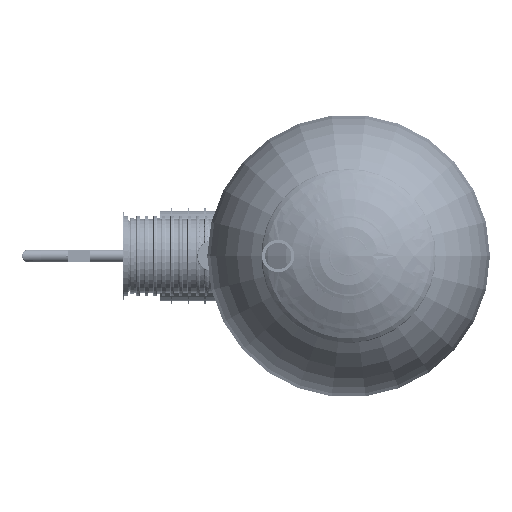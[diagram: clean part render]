
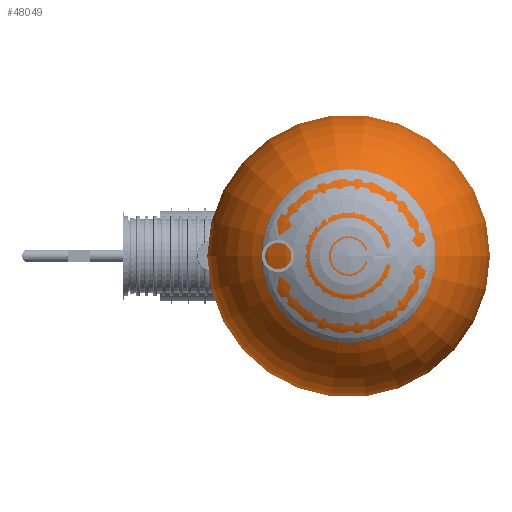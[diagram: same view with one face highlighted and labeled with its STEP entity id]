
A CAD part, left-side view. The second image highlights one B-rep face of the part: STEP entity #48049.
In plain terms, the highlighted toroidal (fillet/blend) face has major radius 2.49 mm and minor radius 1280 mm.
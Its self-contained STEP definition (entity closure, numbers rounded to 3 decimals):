
#2135=VERTEX_LOOP('',#20916);
#2138=DEGENERATE_TOROIDAL_SURFACE('',#51777,2.49,1280.,.T.);
#3913=CIRCLE('',#51778,736.783);
#4926=ORIENTED_EDGE('',*,*,#15576,.T.);
#4927=ORIENTED_EDGE('',*,*,#15577,.T.);
#15576=EDGE_CURVE('',#20917,#20918,#3913,.T.);
#15577=EDGE_CURVE('',#20918,#20917,#25836,.T.);
#20916=VERTEX_POINT('',#58832);
#20917=VERTEX_POINT('',#58834);
#20918=VERTEX_POINT('',#58835);
#25836=B_SPLINE_CURVE_WITH_KNOTS('',3,(#58836,#58837,#58838,#58839,#58840,
#58841,#58842,#58843,#58844,#58845,#58846,#58847,#58848,#58849,#58850,#58851,
#58852,#58853,#58854,#58855,#58856,#58857,#58858,#58859,#58860,#58861,#58862,
#58863,#58864,#58865,#58866,#58867,#58868,#58869,#58870,#58871,#58872,#58873,
#58874,#58875,#58876,#58877,#58878,#58879,#58880,#58881,#58882,#58883,#58884,
#58885,#58886,#58887,#58888,#58889,#58890,#58891),.UNSPECIFIED.,.F.,.F.,
(4,1,1,1,1,1,1,1,1,1,1,1,1,1,1,1,1,1,1,1,1,1,1,1,1,1,1,1,1,1,1,1,1,1,1,
1,1,1,1,1,1,1,1,1,1,1,1,1,1,1,1,1,1,4),(0.,0.021,
0.042,0.052,0.063,0.084,
0.094,0.105,0.125,0.146,
0.157,0.167,0.188,0.199,
0.209,0.22,0.23,0.251,
0.256,0.261,0.272,0.293,
0.303,0.309,0.314,0.335,
0.34,0.345,0.356,0.366,
0.376,0.387,0.397,0.408,
0.418,0.429,0.439,0.45,
0.46,0.471,0.481,0.492,
0.502,0.512,0.523,0.544,
0.554,0.565,0.586,0.607,
0.617,0.627,0.648,0.669),
 .UNSPECIFIED.);
#29863=EDGE_LOOP('',(#4926,#4927));
#38790=FACE_BOUND('',#2135,.T.);
#38791=FACE_BOUND('',#29863,.T.);
#48049=ADVANCED_FACE('',(#38790,#38791),#2138,.F.);
#51777=AXIS2_PLACEMENT_3D('',#58831,#53900,#53901);
#51778=AXIS2_PLACEMENT_3D('',#58833,#53902,#53903);
#53900=DIRECTION('',(0.,0.,-1.));
#53901=DIRECTION('',(-1.,0.,0.));
#53902=DIRECTION('',(0.,0.,-1.));
#53903=DIRECTION('',(-1.,0.,0.));
#58831=CARTESIAN_POINT('',(2.497,0.,-997.188));
#58832=CARTESIAN_POINT('',(2.497,0.,282.809));
#58833=CARTESIAN_POINT('',(2.497,0.,51.246));
#58834=CARTESIAN_POINT('',(735.133,-78.052,51.246));
#58835=CARTESIAN_POINT('',(735.133,78.052,51.246));
#58836=CARTESIAN_POINT('',(735.133,78.052,51.246));
#58837=CARTESIAN_POINT('',(730.995,83.228,53.744));
#58838=CARTESIAN_POINT('',(722.115,92.659,59.086));
#58839=CARTESIAN_POINT('',(709.69,102.385,66.5));
#58840=CARTESIAN_POINT('',(698.926,109.,72.88));
#58841=CARTESIAN_POINT('',(687.869,114.693,79.404));
#58842=CARTESIAN_POINT('',(676.419,119.06,86.113));
#58843=CARTESIAN_POINT('',(664.573,122.148,93.004));
#58844=CARTESIAN_POINT('',(652.486,124.362,100.001));
#58845=CARTESIAN_POINT('',(637.391,125.435,108.677));
#58846=CARTESIAN_POINT('',(622.231,124.332,117.307));
#58847=CARTESIAN_POINT('',(610.067,122.07,124.184));
#58848=CARTESIAN_POINT('',(598.188,118.935,130.868));
#58849=CARTESIAN_POINT('',(586.668,114.495,137.306));
#58850=CARTESIAN_POINT('',(575.557,108.713,143.478));
#58851=CARTESIAN_POINT('',(567.391,103.639,147.995));
#58852=CARTESIAN_POINT('',(559.635,97.946,152.269));
#58853=CARTESIAN_POINT('',(549.889,89.567,157.619));
#58854=CARTESIAN_POINT('',(542.137,81.177,161.852));
#58855=CARTESIAN_POINT('',(536.105,73.166,165.135));
#58856=CARTESIAN_POINT('',(532.249,67.587,167.23));
#58857=CARTESIAN_POINT('',(526.134,57.47,170.546));
#58858=CARTESIAN_POINT('',(520.552,45.077,173.562));
#58859=CARTESIAN_POINT('',(516.969,33.461,175.493));
#58860=CARTESIAN_POINT('',(515.323,26.607,176.38));
#58861=CARTESIAN_POINT('',(513.308,16.311,177.465));
#58862=CARTESIAN_POINT('',(512.377,5.879,177.965));
#58863=CARTESIAN_POINT('',(512.546,-4.662,177.874));
#58864=CARTESIAN_POINT('',(512.961,-11.746,177.651));
#58865=CARTESIAN_POINT('',(514.037,-20.48,177.072));
#58866=CARTESIAN_POINT('',(516.176,-30.698,175.921));
#58867=CARTESIAN_POINT('',(519.145,-40.673,174.321));
#58868=CARTESIAN_POINT('',(522.96,-50.421,172.261));
#58869=CARTESIAN_POINT('',(527.473,-59.617,169.82));
#58870=CARTESIAN_POINT('',(532.657,-68.321,167.009));
#58871=CARTESIAN_POINT('',(538.514,-76.559,163.825));
#58872=CARTESIAN_POINT('',(544.96,-84.23,160.311));
#58873=CARTESIAN_POINT('',(551.85,-91.221,156.542));
#58874=CARTESIAN_POINT('',(559.186,-97.59,152.516));
#58875=CARTESIAN_POINT('',(566.986,-103.365,148.219));
#58876=CARTESIAN_POINT('',(575.111,-108.458,143.725));
#58877=CARTESIAN_POINT('',(583.459,-112.846,139.089));
#58878=CARTESIAN_POINT('',(592.043,-116.568,134.302));
#58879=CARTESIAN_POINT('',(600.86,-119.632,129.364));
#58880=CARTESIAN_POINT('',(609.882,-122.029,124.288));
#58881=CARTESIAN_POINT('',(621.927,-124.288,117.48));
#58882=CARTESIAN_POINT('',(634.055,-125.212,110.576));
#58883=CARTESIAN_POINT('',(646.28,-124.804,103.568));
#58884=CARTESIAN_POINT('',(658.48,-123.491,96.54));
#58885=CARTESIAN_POINT('',(673.304,-120.222,87.937));
#58886=CARTESIAN_POINT('',(687.662,-114.79,79.525));
#58887=CARTESIAN_POINT('',(698.834,-109.052,72.935));
#58888=CARTESIAN_POINT('',(709.504,-102.509,66.611));
#58889=CARTESIAN_POINT('',(721.975,-92.804,59.171));
#58890=CARTESIAN_POINT('',(730.99,-83.235,53.747));
#58891=CARTESIAN_POINT('',(735.133,-78.052,51.246));
